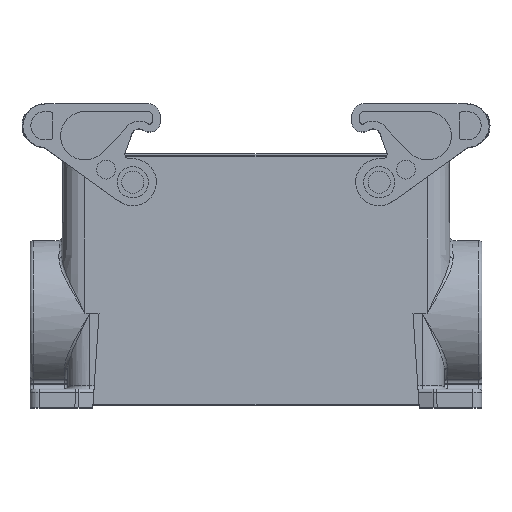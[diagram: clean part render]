
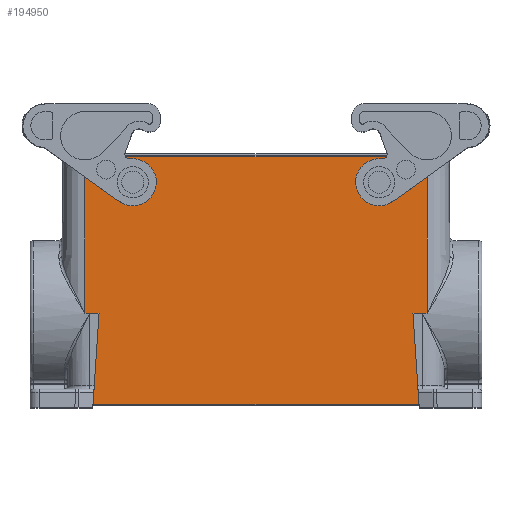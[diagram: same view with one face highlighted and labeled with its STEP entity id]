
A CAD part, top view. The second image highlights one B-rep face of the part: STEP entity #194950.
In plain terms, the highlighted planar face has unit normal (0, 0.009, 1).
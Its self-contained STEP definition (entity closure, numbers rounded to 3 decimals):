
#1360=CARTESIAN_POINT('',(51.753,23.6,23.));
#1370=DIRECTION('',(0.,-1.,
0.009));
#1380=VECTOR('',#1370,802.151);
#1390=LINE('',#1360,#1380);
#1400=CARTESIAN_POINT('',(51.753,23.6,23.));
#1410=VERTEX_POINT('',#1400);
#1420=CARTESIAN_POINT('',(51.753,-26.195,
23.435));
#1430=VERTEX_POINT('',#1420);
#1440=EDGE_CURVE('',#1410,#1430,#1390,.T.);
#6570=CARTESIAN_POINT('',(-51.022,0.002,
23.206));
#6580=DIRECTION('',(0.066,0.998,
-0.009));
#6590=VECTOR('',#6580,1.);
#6600=LINE('',#6570,#6590);
#6610=CARTESIAN_POINT('',(-54.329,-50.01,
23.642));
#6620=VERTEX_POINT('',#6610);
#6630=CARTESIAN_POINT('',(-52.754,-26.195,
23.435));
#6640=VERTEX_POINT('',#6630);
#6650=EDGE_CURVE('',#6620,#6640,#6600,.T.);
#7390=CARTESIAN_POINT('',(50.253,-26.195,
23.435));
#7400=VERTEX_POINT('',#7390);
#10190=CARTESIAN_POINT('',(45.529,0.,23.206));
#10200=DIRECTION('',(-0.066,0.998,
-0.009));
#10210=VECTOR('',#10200,1.);
#10220=LINE('',#10190,#10210);
#10230=CARTESIAN_POINT('',(49.193,-55.4,23.689)
);
#10240=VERTEX_POINT('',#10230);
#10250=CARTESIAN_POINT('',(48.836,-50.01,
23.642));
#10260=VERTEX_POINT('',#10250);
#10270=EDGE_CURVE('',#10240,#10260,#10220,.T.);
#12150=CARTESIAN_POINT('',(-57.247,23.6,23.));
#12160=VERTEX_POINT('',#12150);
#12620=CARTESIAN_POINT('',(-5.493,23.6,23.));
#12630=DIRECTION('',(1.,0.,0.));
#12640=VECTOR('',#12630,1.);
#12650=LINE('',#12620,#12640);
#12660=EDGE_CURVE('',#12160,#1410,#12650,.T.);
#18570=CARTESIAN_POINT('',(47.261,-26.195,
23.435));
#18580=VERTEX_POINT('',#18570);
#18610=CARTESIAN_POINT('',(0.,-26.195,23.435));
#18620=DIRECTION('',(-1.,0.,0.));
#18630=VECTOR('',#18620,1.);
#18640=LINE('',#18610,#18630);
#18650=EDGE_CURVE('',#7400,#18580,#18640,.T.);
#26630=CARTESIAN_POINT('',(-54.686,-55.4,23.689))
;
#26640=VERTEX_POINT('',#26630);
#26670=CARTESIAN_POINT('',(0.,-55.4,23.689));
#26680=DIRECTION('',(1.,0.,0.));
#26690=VECTOR('',#26680,1.);
#26700=LINE('',#26670,#26690);
#26710=EDGE_CURVE('',#26640,#10240,#26700,.T.);
#69780=CARTESIAN_POINT('',(33.003,15.5,23.071));
#69790=VERTEX_POINT('',#69780);
#69820=CARTESIAN_POINT('',(36.503,15.5,23.071));
#69830=DIRECTION('',(0.,0.009,
1.));
#69840=DIRECTION('',(0.,1.,
-0.009));
#69850=AXIS2_PLACEMENT_3D('',#69820,#69830,#69840);
#69860=ELLIPSE('',#69850,3.5,3.5);
#69870=CARTESIAN_POINT('',(40.003,15.5,23.071));
#69880=VERTEX_POINT('',#69870);
#69890=EDGE_CURVE('',#69880,#69790,#69860,.T.);
#115660=CARTESIAN_POINT('',(-57.247,-26.195,
23.435));
#115670=VERTEX_POINT('',#115660);
#115790=CARTESIAN_POINT('',(-57.247,23.6,23.));
#115800=DIRECTION('',(0.,-1.,
0.009));
#115810=VECTOR('',#115800,802.151);
#115820=LINE('',#115790,#115810);
#115830=EDGE_CURVE('',#12160,#115670,#115820,.T.);
#121370=CARTESIAN_POINT('',(-55.747,-26.195,
23.435));
#121380=VERTEX_POINT('',#121370);
#125030=CARTESIAN_POINT('',(-51.022,0.,23.206));
#125040=DIRECTION('',(0.066,0.998,
-0.009));
#125050=VECTOR('',#125040,1.);
#125060=LINE('',#125030,#125050);
#125070=EDGE_CURVE('',#26640,#6620,#125060,.T.);
#131920=CARTESIAN_POINT('',(-5.493,-26.195,
23.435));
#131930=DIRECTION('',(1.,0.,0.));
#131940=VECTOR('',#131930,1.);
#131950=LINE('',#131920,#131940);
#131960=EDGE_CURVE('',#121380,#6640,#131950,.T.);
#160940=CARTESIAN_POINT('',(-67.054,-26.195,
23.435));
#160950=DIRECTION('',(-1.,0.,0.));
#160960=VECTOR('',#160950,1.);
#160970=LINE('',#160940,#160960);
#160980=EDGE_CURVE('',#121380,#115670,#160970,.T.);
#174870=CARTESIAN_POINT('',(61.561,-26.195,
23.435));
#174880=DIRECTION('',(1.,0.,0.));
#174890=VECTOR('',#174880,1.);
#174900=LINE('',#174870,#174890);
#174910=EDGE_CURVE('',#7400,#1430,#174900,.T.);
#191950=CARTESIAN_POINT('',(45.529,0.002,
23.206));
#191960=DIRECTION('',(-0.066,0.998,
-0.009));
#191970=VECTOR('',#191960,1.);
#191980=LINE('',#191950,#191970);
#191990=EDGE_CURVE('',#10260,#18580,#191980,.T.);
#194560=CARTESIAN_POINT('',(-2.747,-46.013,
23.608));
#194570=DIRECTION('',(0.,0.009,
1.));
#194580=DIRECTION('',(1.,0.,0.));
#194590=AXIS2_PLACEMENT_3D('',#194560,#194570,#194580);
#194600=PLANE('',#194590);
#194610=CARTESIAN_POINT('',(-41.997,15.5,23.071)
);
#194620=DIRECTION('',(0.,0.009,
1.));
#194630=DIRECTION('',(0.,1.,
-0.009));
#194640=AXIS2_PLACEMENT_3D('',#194610,#194620,#194630);
#194650=ELLIPSE('',#194640,3.5,3.5);
#194660=CARTESIAN_POINT('',(-45.497,15.5,23.071)
);
#194670=VERTEX_POINT('',#194660);
#194680=CARTESIAN_POINT('',(-38.497,15.5,23.071)
);
#194690=VERTEX_POINT('',#194680);
#194700=EDGE_CURVE('',#194670,#194690,#194650,.T.);
#194710=ORIENTED_EDGE('',*,*,#194700,.F.);
#194720=EDGE_CURVE('',#194690,#194670,#194650,.T.);
#194730=ORIENTED_EDGE('',*,*,#194720,.F.);
#194740=EDGE_LOOP('',(#194730,#194710));
#194750=FACE_BOUND('',#194740,.T.);
#194760=EDGE_CURVE('',#69790,#69880,#69860,.T.);
#194770=ORIENTED_EDGE('',*,*,#194760,.F.);
#194780=ORIENTED_EDGE('',*,*,#69890,.F.);
#194790=EDGE_LOOP('',(#194780,#194770));
#194800=FACE_BOUND('',#194790,.T.);
#194810=ORIENTED_EDGE('',*,*,#10270,.T.);
#194820=ORIENTED_EDGE('',*,*,#26710,.T.);
#194830=ORIENTED_EDGE('',*,*,#125070,.F.);
#194840=ORIENTED_EDGE('',*,*,#6650,.F.);
#194850=ORIENTED_EDGE('',*,*,#131960,.T.);
#194860=ORIENTED_EDGE('',*,*,#160980,.F.);
#194870=ORIENTED_EDGE('',*,*,#115830,.T.);
#194880=ORIENTED_EDGE('',*,*,#12660,.F.);
#194890=ORIENTED_EDGE('',*,*,#1440,.F.);
#194900=ORIENTED_EDGE('',*,*,#174910,.T.);
#194910=ORIENTED_EDGE('',*,*,#18650,.F.);
#194920=ORIENTED_EDGE('',*,*,#191990,.T.);
#194930=EDGE_LOOP('',(#194920,#194910,#194900,#194890,#194880,#194870,
#194860,#194850,#194840,#194830,#194820,#194810));
#194940=FACE_OUTER_BOUND('',#194930,.T.);
#194950=ADVANCED_FACE('',(#194750,#194800,#194940),#194600,.T.);
